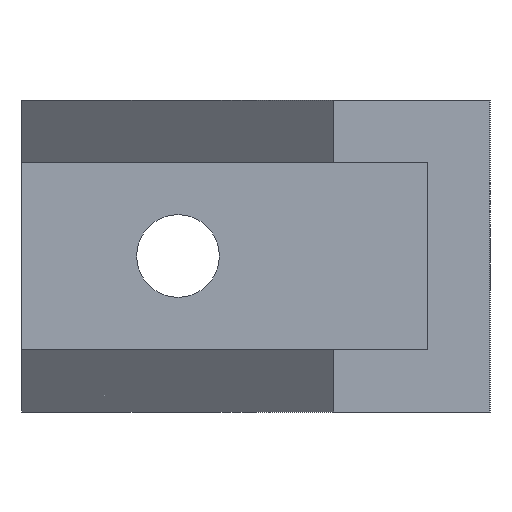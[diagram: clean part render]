
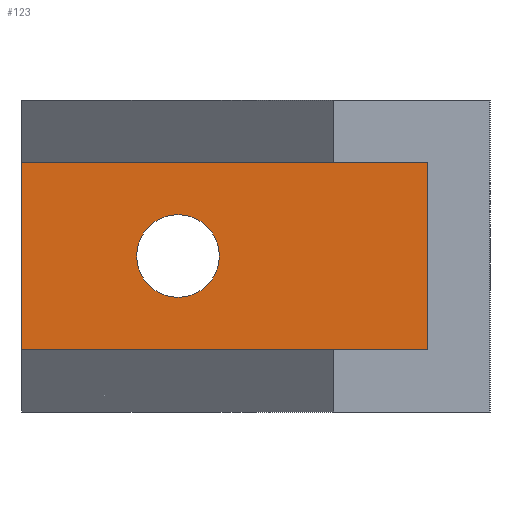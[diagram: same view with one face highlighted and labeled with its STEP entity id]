
A CAD part, left-side view. The second image highlights one B-rep face of the part: STEP entity #123.
In plain terms, the highlighted planar face has unit normal (-1, 0, 0).
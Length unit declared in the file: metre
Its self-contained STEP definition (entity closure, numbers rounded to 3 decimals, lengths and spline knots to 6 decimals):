
#123 = ADVANCED_FACE( '', ( #254, #255 ), #256, .T. );
#254 = FACE_BOUND( '', #383, .T. );
#255 = FACE_OUTER_BOUND( '', #384, .T. );
#256 = PLANE( '', #385 );
#383 = EDGE_LOOP( '', ( #673 ) );
#384 = EDGE_LOOP( '', ( #674, #675, #676, #677 ) );
#385 = AXIS2_PLACEMENT_3D( '', #678, #679, #680 );
#673 = ORIENTED_EDGE( '', *, *, #783, .F. );
#674 = ORIENTED_EDGE( '', *, *, #765, .T. );
#675 = ORIENTED_EDGE( '', *, *, #779, .T. );
#676 = ORIENTED_EDGE( '', *, *, #796, .F. );
#677 = ORIENTED_EDGE( '', *, *, #815, .F. );
#678 = CARTESIAN_POINT( '', ( 0.02075, 0.025727, 0.02 ) );
#679 = DIRECTION( '', ( -1., 0., 0. ) );
#680 = DIRECTION( '', ( 0., -1., 0. ) );
#765 = EDGE_CURVE( '', #923, #921, #924, .T. );
#779 = EDGE_CURVE( '', #921, #943, #945, .T. );
#783 = EDGE_CURVE( '', #950, #950, #951, .T. );
#796 = EDGE_CURVE( '', #966, #943, #967, .T. );
#815 = EDGE_CURVE( '', #923, #966, #988, .T. );
#921 = VERTEX_POINT( '', #1137 );
#923 = VERTEX_POINT( '', #1140 );
#924 = LINE( '', #1141, #1142 );
#943 = VERTEX_POINT( '', #1168 );
#945 = LINE( '', #1171, #1172 );
#950 = VERTEX_POINT( '', #1179 );
#951 = CIRCLE( '', #1180, 0.00265 );
#966 = VERTEX_POINT( '', #1199 );
#967 = LINE( '', #1200, #1201 );
#988 = LINE( '', #1230, #1231 );
#1137 = CARTESIAN_POINT( '', ( 0.02075, 0.03, 0.016 ) );
#1140 = CARTESIAN_POINT( '', ( 0.02075, 0.004, 0.016 ) );
#1141 = CARTESIAN_POINT( '', ( 0.02075, 0.004, 0.016 ) );
#1142 = VECTOR( '', #1296, 1. );
#1168 = CARTESIAN_POINT( '', ( 0.02075, 0.03, 0.004 ) );
#1171 = CARTESIAN_POINT( '', ( 0.02075, 0.03, 0.02 ) );
#1172 = VECTOR( '', #1308, 1. );
#1179 = CARTESIAN_POINT( '', ( 0.02075, 0.01735, 0.01 ) );
#1180 = AXIS2_PLACEMENT_3D( '', #1311, #1312, #1313 );
#1199 = CARTESIAN_POINT( '', ( 0.02075, 0.004, 0.004 ) );
#1200 = CARTESIAN_POINT( '', ( 0.02075, 0.004, 0.004 ) );
#1201 = VECTOR( '', #1324, 1. );
#1230 = CARTESIAN_POINT( '', ( 0.02075, 0.004, 0.02 ) );
#1231 = VECTOR( '', #1339, 1. );
#1296 = DIRECTION( '', ( 0., 1., 0. ) );
#1308 = DIRECTION( '', ( 0., 0., -1. ) );
#1311 = CARTESIAN_POINT( '', ( 0.02075, 0.02, 0.01 ) );
#1312 = DIRECTION( '', ( -1., 0., 0. ) );
#1313 = DIRECTION( '', ( 0., -1., 0. ) );
#1324 = DIRECTION( '', ( 0., 1., 0. ) );
#1339 = DIRECTION( '', ( 0., 0., -1. ) );
